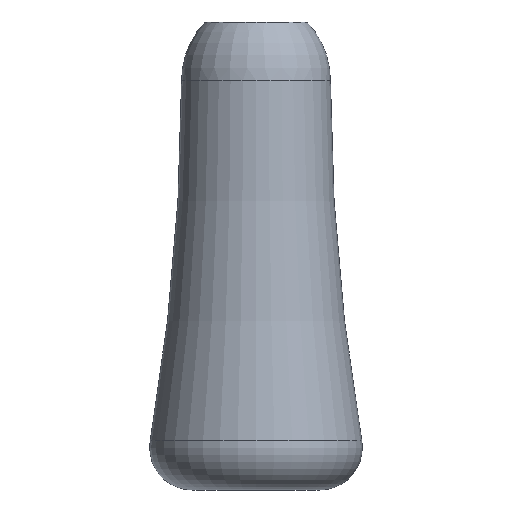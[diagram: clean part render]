
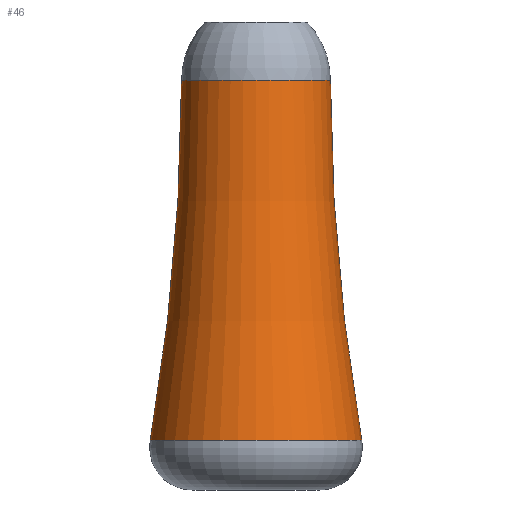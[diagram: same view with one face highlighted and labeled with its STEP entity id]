
A CAD part, front view. The second image highlights one B-rep face of the part: STEP entity #46.
In plain terms, the highlighted toroidal (fillet/blend) face has major radius 103.5 mm and minor radius 100 mm.
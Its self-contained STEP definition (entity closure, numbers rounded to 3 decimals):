
#46 = ADVANCED_FACE ( 'NONE', ( #247 ), #66, .F. ) ;
#54 = EDGE_CURVE ( 'NONE', #213, #211, #114, .T. ) ;
#55 = EDGE_CURVE ( 'NONE', #224, #211, #80, .T. ) ;
#56 = EDGE_CURVE ( 'NONE', #203, #213, #101, .T. ) ;
#58 = EDGE_CURVE ( 'NONE', #203, #224, #123, .T. ) ;
#59 = AXIS2_PLACEMENT_3D ( 'NONE', #138, #134, #143 ) ;
#66 = TOROIDAL_SURFACE ( 'NONE', #68, 103.5, 100. ) ;
#68 = AXIS2_PLACEMENT_3D ( 'NONE', #332, #330, #334 ) ;
#80 = CIRCLE ( 'NONE', #93, 4.971 ) ;
#92 = AXIS2_PLACEMENT_3D ( 'NONE', #357, #392, #359 ) ;
#93 = AXIS2_PLACEMENT_3D ( 'NONE', #130, #145, #146 ) ;
#101 = CIRCLE ( 'NONE', #59, 3.5 ) ;
#107 = AXIS2_PLACEMENT_3D ( 'NONE', #137, #144, #140 ) ;
#114 = CIRCLE ( 'NONE', #107, 100. ) ;
#123 = CIRCLE ( 'NONE', #92, 100. ) ;
#130 = CARTESIAN_POINT ( 'NONE',  ( 0., 0., 2.342 ) ) ;
#134 = DIRECTION ( 'NONE',  ( 0., 0., 1. ) ) ;
#137 = CARTESIAN_POINT ( 'NONE',  ( 103.5, 0., 19.429 ) ) ;
#138 = CARTESIAN_POINT ( 'NONE',  ( 0., 0., 19.252 ) ) ;
#140 = DIRECTION ( 'NONE',  ( 0., 0., -1. ) ) ;
#143 = DIRECTION ( 'NONE',  ( 1., 0., 0. ) ) ;
#144 = DIRECTION ( 'NONE',  ( 0., -1., 0. ) ) ;
#145 = DIRECTION ( 'NONE',  ( 0., 0., 1. ) ) ;
#146 = DIRECTION ( 'NONE',  ( 1., 0., 0. ) ) ;
#165 = ORIENTED_EDGE ( 'NONE', *, *, #58, .T. ) ;
#168 = ORIENTED_EDGE ( 'NONE', *, *, #54, .F. ) ;
#181 = ORIENTED_EDGE ( 'NONE', *, *, #56, .F. ) ;
#183 = ORIENTED_EDGE ( 'NONE', *, *, #55, .T. ) ;
#194 = EDGE_LOOP ( 'NONE', ( #181, #165, #183, #168 ) ) ;
#203 = VERTEX_POINT ( 'NONE', #382 ) ;
#211 = VERTEX_POINT ( 'NONE', #379 ) ;
#213 = VERTEX_POINT ( 'NONE', #376 ) ;
#224 = VERTEX_POINT ( 'NONE', #396 ) ;
#247 = FACE_OUTER_BOUND ( 'NONE', #194, .T. ) ;
#330 = DIRECTION ( 'NONE',  ( 0., 0., 1. ) ) ;
#332 = CARTESIAN_POINT ( 'NONE',  ( 0., 0., 19.429 ) ) ;
#334 = DIRECTION ( 'NONE',  ( 1., 0., 0. ) ) ;
#357 = CARTESIAN_POINT ( 'NONE',  ( -103.5, 0., 19.429 ) ) ;
#359 = DIRECTION ( 'NONE',  ( -1., 0., 0. ) ) ;
#376 = CARTESIAN_POINT ( 'NONE',  ( 3.5, 0., 19.252 ) ) ;
#379 = CARTESIAN_POINT ( 'NONE',  ( 4.971, 0., 2.342 ) ) ;
#382 = CARTESIAN_POINT ( 'NONE',  ( -3.5, 0., 19.252 ) ) ;
#392 = DIRECTION ( 'NONE',  ( 0., 1., 0. ) ) ;
#396 = CARTESIAN_POINT ( 'NONE',  ( -4.971, 0., 2.342 ) ) ;
